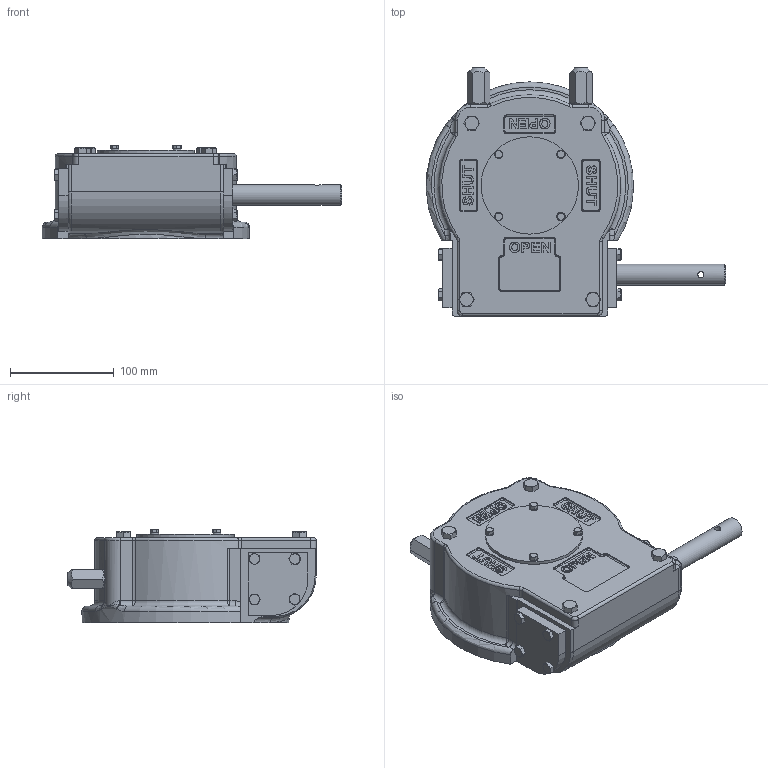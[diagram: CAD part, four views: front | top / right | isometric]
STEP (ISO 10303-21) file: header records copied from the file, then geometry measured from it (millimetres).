
FILE_DESCRIPTION( ( 'Unknown' ), '1' );
FILE_NAME( 'AB880G BU LH.stp', 'Unknown', ( 'Unknown' ), ( 'Unknown' ), 'PSStep 15.0.49', 'Unknown', ' ' );
FILE_SCHEMA( ( 'AUTOMOTIVE_DESIGN { 1 0 10303 214 1 1 1 1 }' ) );
Length unit declared in the file: millimetre
Products named in the file (1): 10CZ10M050M00
Bounding box: 288.89 x 239.5 x 89.99 mm (x, y, z)
Volume: 1943987.6 mm3; surface area: 280664.2 mm2
Topology: 1 solids, 31 shells, 1262 faces, 3086 edges, 1901 vertices
Faces by surface type: plane 512, cylinder 282, cone 211, torus 128, bspline 69, sphere 30, extrusion 30
Full cylindrical faces by diameter (mm): 3 x1, 3.242 x4, 4 x4, 4.134 x2, 5 x4, 5.6 x3, 6 x9, 6.647 x4, 7 x8, 8 x8, 9 x4, 10.106 x8, 10.2 x2, 12 x4, 12.5 x2, 16 x3, 17.294 x8, 20 x2, 20.5 x2, 23 x2, 24 x3, 25.2 x1, 26 x2, 72.15 x2, 74 x2, 75 x3, 86 x1, 92.5 x1, 94 x1
Entity records: 57505 total; most frequent: CARTESIAN_POINT 20484, ORIENTED_EDGE 5584, DIRECTION 5243, EDGE_CURVE 2792, AXIS2_PLACEMENT_3D 2202, VERTEX_POINT 1824, EDGE_LOOP 1522, FACE_OUTER_BOUND 1375
